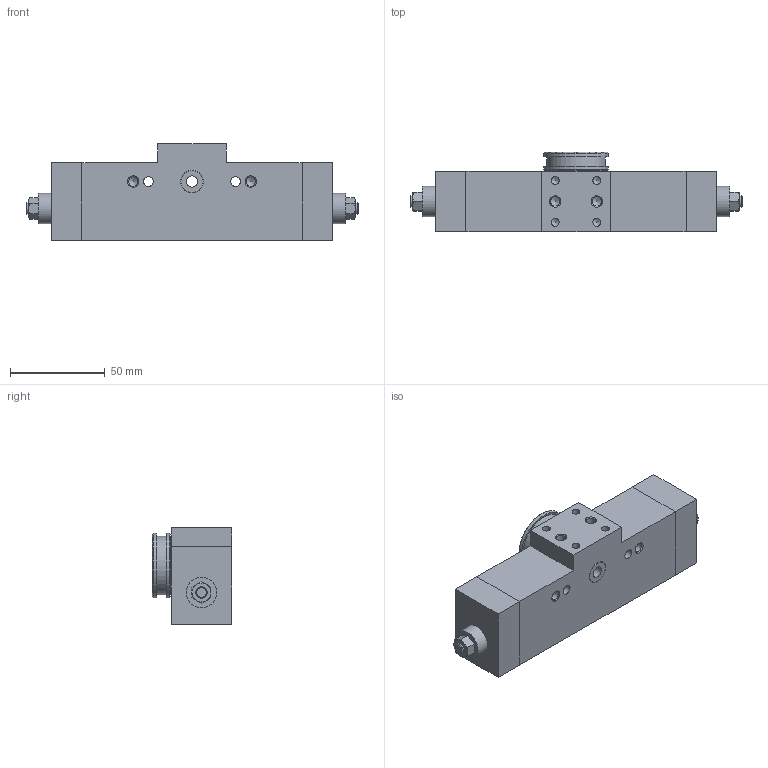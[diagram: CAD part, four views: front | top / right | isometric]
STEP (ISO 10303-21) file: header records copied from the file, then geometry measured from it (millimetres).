
FILE_DESCRIPTION(/* description */ (''),/* implementation_level */ '2;1');
FILE_NAME(/* name */ 'PAO-MC 15-A-N-RO-ID.STEP',/* time_stamp */ '2021-10-19T09:05:38+02:00',/* author */ ('Francesca'),/* organization */ (''),/* preprocessor_version */ 'ST-DEVELOPER v17',/* originating_system */ 'Autodesk Inventor 2019',/* authorisation */ '');
FILE_SCHEMA (('AUTOMOTIVE_DESIGN { 1 0 10303 214 3 1 1 }'));
Length unit declared in the file: millimetre
Products named in the file (3): PAO-MC 15-A-N-RO-ID; Rotore; Corpo
Assembly tree (2 placements, depth 2):
  PAO-MC 15-A-N-RO-ID
    Rotore
    Corpo
Bounding box: 175 x 42 x 51 mm (x, y, z)
Volume: 197521 mm3; surface area: 41922.1 mm2
Topology: 2 solids, 4 shells, 173 faces, 472 edges, 330 vertices
Faces by surface type: plane 79, cylinder 52, cone 42
Full cylindrical faces by diameter (mm): 3.3 x4, 4 x4, 4.2 x6, 5 x4, 5.1 x2, 6 x3, 8.566 x2, 9.5 x2, 12 x2, 14.5 x2, 16 x2, 24 x2, 30.5 x1, 31 x2, 34 x2
Entity records: 5699 total; most frequent: DIRECTION 1024, CARTESIAN_POINT 1017, ORIENTED_EDGE 920, EDGE_CURVE 460, AXIS2_PLACEMENT_3D 409, VERTEX_POINT 330, CIRCLE 230, EDGE_LOOP 220
